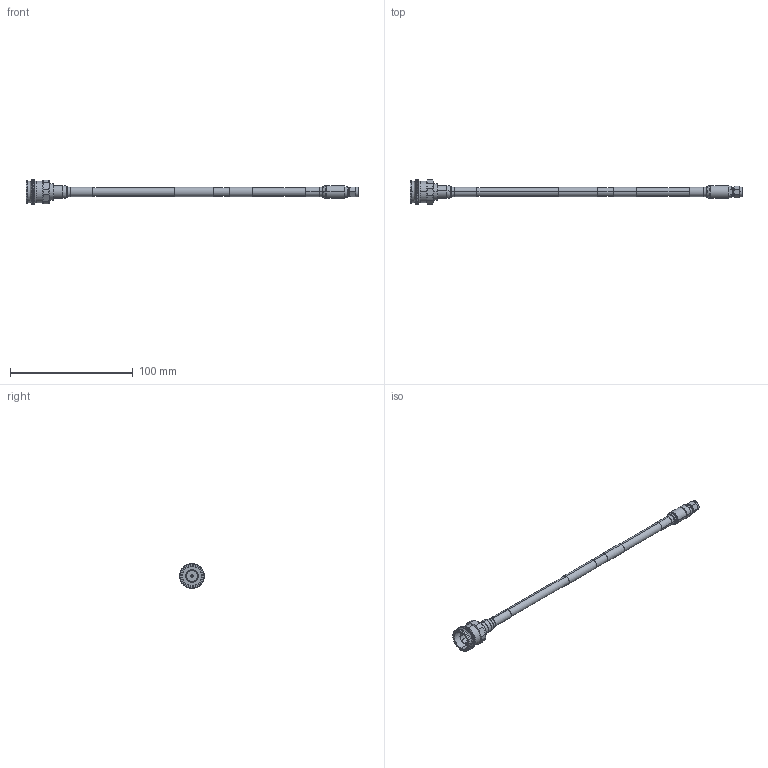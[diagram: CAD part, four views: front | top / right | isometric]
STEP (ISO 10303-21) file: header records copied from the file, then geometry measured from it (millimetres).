
FILE_DESCRIPTION (( 'STEP AP214' ), '1' );
FILE_NAME ('FMCA1769_3D.step', '2025-07-24T19:31:47', ( '' ), ( '' ), 'SwSTEP 2.0', 'SolidWorks 2022', '' );
FILE_SCHEMA (( 'AUTOMOTIVE_DESIGN' ));
Length unit declared in the file: inch
Products named in the file (6): Heat Shrink^FMCA1769_Config 1; FMCA1769_3D; FMCN1432_默认; Heat Shrink^FMCA1769; FMCN1448_默认; Coax Cable^FMCA1769_LABEL+PE PIM
Assembly tree (5 placements, depth 2):
  FMCA1769_3D
    Coax Cable^FMCA1769_LABEL+PE PIM
    FMCN1432_默认
    FMCN1448_默认
    Heat Shrink^FMCA1769_Config 1
    Heat Shrink^FMCA1769
Bounding box: 270.2 x 20.02 x 19.98 mm (x, y, z)
Volume: 15406.8 mm3; surface area: 13459.9 mm2
Topology: 8 solids, 8 shells, 307 faces, 699 edges, 426 vertices
Faces by surface type: plane 104, cylinder 91, cone 91, torus 18, bspline 3
Entity records: 10084 total; most frequent: CARTESIAN_POINT 2733, DIRECTION 1541, ORIENTED_EDGE 1398, EDGE_CURVE 699, AXIS2_PLACEMENT_3D 640, VERTEX_POINT 426, EDGE_LOOP 333, CIRCLE 328
